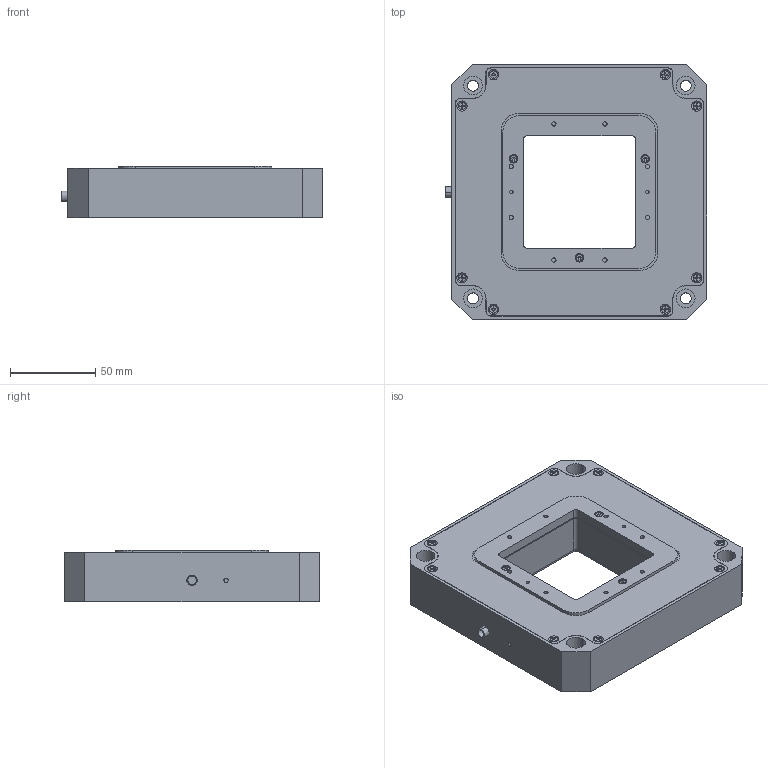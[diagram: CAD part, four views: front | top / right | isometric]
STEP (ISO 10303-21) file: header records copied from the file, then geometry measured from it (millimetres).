
FILE_DESCRIPTION (( 'STEP AP203' ), '1' );
FILE_NAME ('P15.XYZ300-B1×°Åä.STEP', '2019-11-29T02:41:24', ( '' ), ( '' ), 'SwSTEP 2.0', 'SolidWorks 2016', '' );
FILE_SCHEMA (( 'CONFIG_CONTROL_DESIGN' ));
Products named in the file (1): P15.XYZ300-B1蚾饜
Bounding box: 154 x 150.02 x 30 mm (x, y, z)
Surface area: 83312.9 mm2 (no closed solid volume)
Topology: 0 solids, 86 shells, 1416 faces, 4048 edges, 2731 vertices
Faces by surface type: plane 768, bspline 389, cylinder 215, cone 38, torus 6
Entity records: 57823 total; most frequent: CARTESIAN_POINT 23251, ORIENTED_EDGE 7485, DIRECTION 5900, EDGE_CURVE 4042, VERTEX_POINT 2731, LINE 2684, VECTOR 2684, AXIS2_PLACEMENT_3D 1608
